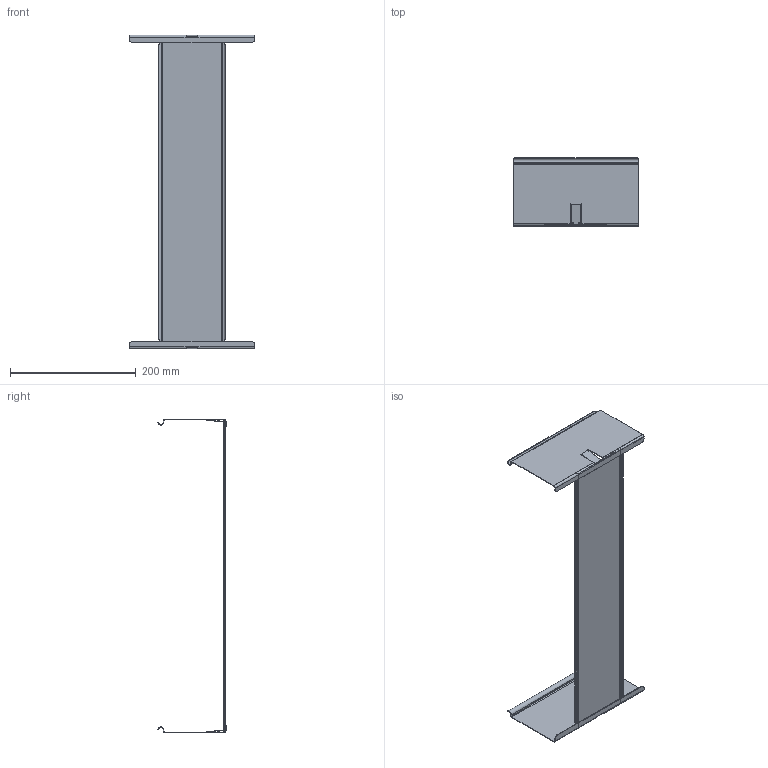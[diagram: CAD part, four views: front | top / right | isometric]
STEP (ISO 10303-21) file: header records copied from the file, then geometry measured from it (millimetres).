
FILE_DESCRIPTION((''),'2;1');
FILE_NAME('6069122_ASM','2013-11-27T',('AndreasKeweloh'),(''),'PRO/ENGINEER BY PARAMETRIC TECHNOLOGY CORPORATION, 2012360','PRO/ENGINEER BY PARAMETRIC TECHNOLOGY CORPORATION, 2012360','');
FILE_SCHEMA(('CONFIG_CONTROL_DESIGN'));
Length unit declared in the file: millimetre
Products named in the file (3): 6069122_BODEN; 040579_H_110; 6069122_ASM
Assembly tree (3 placements, depth 2):
  6069122_ASM
    6069122_BODEN
    040579_H_110  x2
Bounding box: 200 x 108.2 x 499 mm (x, y, z)
Volume: 55001.8 mm3; surface area: 212551.7 mm2
Topology: 1 solids, 3 shells, 166 faces, 420 edges, 256 vertices
Faces by surface type: plane 94, cylinder 46, bspline 14, extrusion 12
Entity records: 3847 total; most frequent: CARTESIAN_POINT 1234, ORIENTED_EDGE 544, DIRECTION 504, EDGE_CURVE 272, VECTOR 174, LINE 168, VERTEX_POINT 168, AXIS2_PLACEMENT_3D 165
